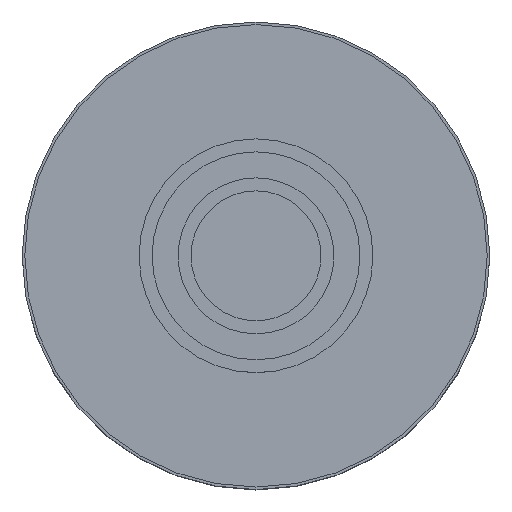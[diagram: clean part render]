
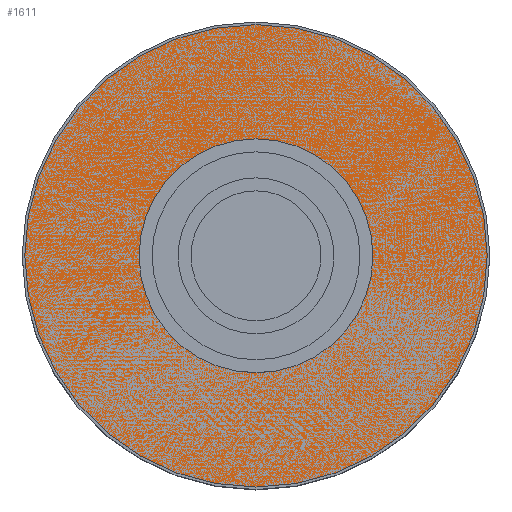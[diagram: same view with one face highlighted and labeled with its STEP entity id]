
A CAD part, top view. The second image highlights one B-rep face of the part: STEP entity #1611.
In plain terms, the highlighted planar face has unit normal (0, 0, 1).
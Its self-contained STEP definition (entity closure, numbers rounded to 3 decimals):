
#1462 = CONICAL_SURFACE('',#1463,9.,0.785);
#1463 = AXIS2_PLACEMENT_3D('',#1464,#1465,#1466);
#1464 = CARTESIAN_POINT('',(0.,0.,8.4));
#1465 = DIRECTION('',(-0.,-0.,-1.));
#1466 = DIRECTION('',(1.,0.,-0.));
#1559 = VERTEX_POINT('',#1560);
#1560 = CARTESIAN_POINT('',(8.9,0.,8.5));
#1581 = EDGE_CURVE('',#1559,#1559,#1582,.T.);
#1582 = SURFACE_CURVE('',#1583,(#1588,#1595),.PCURVE_S1.);
#1583 = CIRCLE('',#1584,8.9);
#1584 = AXIS2_PLACEMENT_3D('',#1585,#1586,#1587);
#1585 = CARTESIAN_POINT('',(0.,0.,8.5));
#1586 = DIRECTION('',(0.,0.,1.));
#1587 = DIRECTION('',(1.,0.,-0.));
#1588 = PCURVE('',#1462,#1589);
#1589 = DEFINITIONAL_REPRESENTATION('',(#1590),#1594);
#1590 = LINE('',#1591,#1592);
#1591 = CARTESIAN_POINT('',(-0.,-0.1));
#1592 = VECTOR('',#1593,1.);
#1593 = DIRECTION('',(-1.,-0.));
#1594 = ( GEOMETRIC_REPRESENTATION_CONTEXT(2) 
PARAMETRIC_REPRESENTATION_CONTEXT() REPRESENTATION_CONTEXT('2D SPACE',''
  ) );
#1595 = PCURVE('',#1596,#1601);
#1596 = PLANE('',#1597);
#1597 = AXIS2_PLACEMENT_3D('',#1598,#1599,#1600);
#1598 = CARTESIAN_POINT('',(0.,0.,8.5));
#1599 = DIRECTION('',(0.,0.,1.));
#1600 = DIRECTION('',(1.,0.,0.));
#1601 = DEFINITIONAL_REPRESENTATION('',(#1602),#1606);
#1602 = CIRCLE('',#1603,8.9);
#1603 = AXIS2_PLACEMENT_2D('',#1604,#1605);
#1604 = CARTESIAN_POINT('',(0.,0.));
#1605 = DIRECTION('',(1.,0.));
#1606 = ( GEOMETRIC_REPRESENTATION_CONTEXT(2) 
PARAMETRIC_REPRESENTATION_CONTEXT() REPRESENTATION_CONTEXT('2D SPACE',''
  ) );
#1611 = ADVANCED_FACE('',(#1612),#1596,.T.);
#1612 = FACE_BOUND('',#1613,.T.);
#1613 = EDGE_LOOP('',(#1614));
#1614 = ORIENTED_EDGE('',*,*,#1581,.T.);
